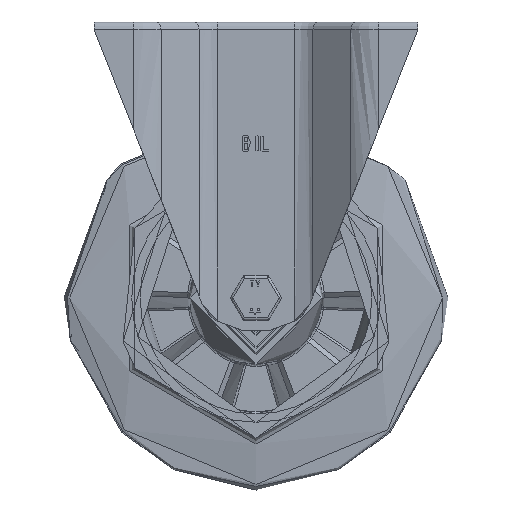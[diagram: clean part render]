
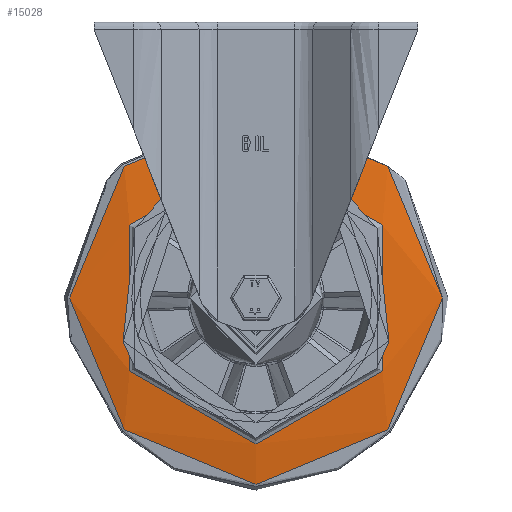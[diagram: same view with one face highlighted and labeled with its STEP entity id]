
A CAD part, front view. The second image highlights one B-rep face of the part: STEP entity #15028.
In plain terms, the highlighted conical face has half-angle 81.87 degrees and reference radius 69.243 mm.
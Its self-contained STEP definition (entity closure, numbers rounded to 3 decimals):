
#85=CONICAL_SURFACE('',#16269,69.243,1.429);
#2095=LINE('',#22243,#2939);
#2939=VECTOR('',#18161,69.243);
#3920=FACE_OUTER_BOUND('',#4862,.T.);
#4862=EDGE_LOOP('',(#11007,#11008,#11009,#11010,#11011,#11012));
#5885=CIRCLE('',#16267,60.826);
#5886=CIRCLE('',#16268,60.826);
#5887=CIRCLE('',#16270,77.66);
#5888=CIRCLE('',#16271,77.66);
#6663=VERTEX_POINT('',#22233);
#6664=VERTEX_POINT('',#22235);
#6665=VERTEX_POINT('',#22239);
#6666=VERTEX_POINT('',#22240);
#8299=EDGE_CURVE('',#6663,#6664,#5885,.T.);
#8300=EDGE_CURVE('',#6664,#6663,#5886,.T.);
#8301=EDGE_CURVE('',#6665,#6666,#5887,.T.);
#8302=EDGE_CURVE('',#6666,#6665,#5888,.T.);
#8303=EDGE_CURVE('',#6665,#6664,#2095,.T.);
#11007=ORIENTED_EDGE('',*,*,#8301,.T.);
#11008=ORIENTED_EDGE('',*,*,#8302,.T.);
#11009=ORIENTED_EDGE('',*,*,#8303,.T.);
#11010=ORIENTED_EDGE('',*,*,#8299,.F.);
#11011=ORIENTED_EDGE('',*,*,#8300,.F.);
#11012=ORIENTED_EDGE('',*,*,#8303,.F.);
#15028=ADVANCED_FACE('',(#3920),#85,.T.);
#16267=AXIS2_PLACEMENT_3D('',#22236,#18151,#18152);
#16268=AXIS2_PLACEMENT_3D('',#22237,#18153,#18154);
#16269=AXIS2_PLACEMENT_3D('',#22238,#18155,#18156);
#16270=AXIS2_PLACEMENT_3D('',#22241,#18157,#18158);
#16271=AXIS2_PLACEMENT_3D('',#22242,#18159,#18160);
#18151=DIRECTION('center_axis',(0.,-1.,0.));
#18152=DIRECTION('ref_axis',(0.,0.,1.));
#18153=DIRECTION('center_axis',(0.,-1.,0.));
#18154=DIRECTION('ref_axis',(0.,0.,1.));
#18155=DIRECTION('center_axis',(0.,1.,0.));
#18156=DIRECTION('ref_axis',(0.,0.,1.));
#18157=DIRECTION('center_axis',(0.,-1.,0.));
#18158=DIRECTION('ref_axis',(0.,0.,1.));
#18159=DIRECTION('center_axis',(0.,-1.,0.));
#18160=DIRECTION('ref_axis',(0.,0.,1.));
#18161=DIRECTION('',(0.,-0.141,0.99));
#22233=CARTESIAN_POINT('',(0.,-21.632,60.826));
#22235=CARTESIAN_POINT('',(0.,-21.632,-60.826));
#22236=CARTESIAN_POINT('Origin',(0.,-21.632,0.));
#22237=CARTESIAN_POINT('Origin',(0.,-21.632,0.));
#22238=CARTESIAN_POINT('Origin',(0.,-20.43,0.));
#22239=CARTESIAN_POINT('',(0.,-19.227,-77.66));
#22240=CARTESIAN_POINT('',(0.,-19.227,77.66));
#22241=CARTESIAN_POINT('Origin',(0.,-19.227,0.));
#22242=CARTESIAN_POINT('Origin',(0.,-19.227,0.));
#22243=CARTESIAN_POINT('',(0.,-20.43,-69.243));
